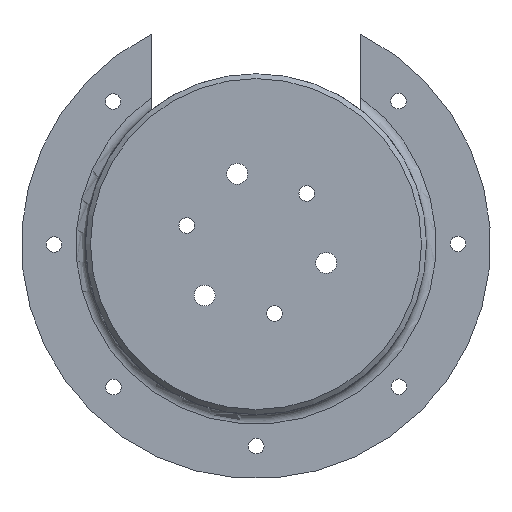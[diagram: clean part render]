
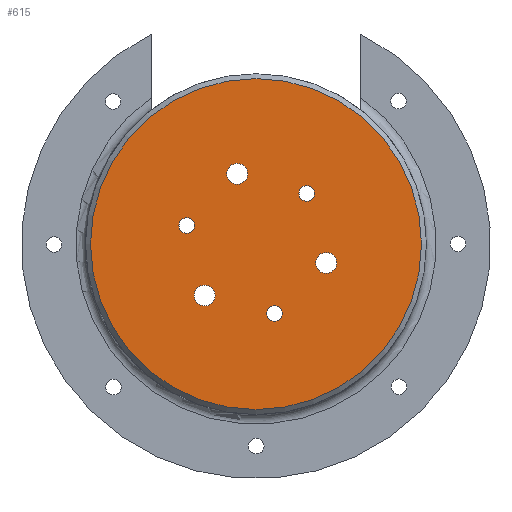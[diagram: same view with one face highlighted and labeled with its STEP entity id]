
A CAD part, left-side view. The second image highlights one B-rep face of the part: STEP entity #615.
In plain terms, the highlighted planar face has unit normal (-1, 0, 0).
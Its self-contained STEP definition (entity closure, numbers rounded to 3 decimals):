
#20=FACE_BOUND('',#106,.T.);
#21=FACE_BOUND('',#107,.T.);
#22=FACE_BOUND('',#108,.T.);
#23=FACE_BOUND('',#109,.T.);
#24=FACE_BOUND('',#110,.T.);
#25=FACE_BOUND('',#111,.T.);
#49=PLANE('',#687);
#75=FACE_OUTER_BOUND('',#105,.T.);
#105=EDGE_LOOP('',(#479));
#106=EDGE_LOOP('',(#480));
#107=EDGE_LOOP('',(#481));
#108=EDGE_LOOP('',(#482));
#109=EDGE_LOOP('',(#483));
#110=EDGE_LOOP('',(#484));
#111=EDGE_LOOP('',(#485));
#217=CIRCLE('',#649,2.15);
#219=CIRCLE('',#652,2.15);
#221=CIRCLE('',#655,2.15);
#226=CIRCLE('',#662,1.6);
#231=CIRCLE('',#669,1.6);
#236=CIRCLE('',#676,1.6);
#242=CIRCLE('',#686,34.);
#266=VERTEX_POINT('',#930);
#268=VERTEX_POINT('',#936);
#270=VERTEX_POINT('',#942);
#275=VERTEX_POINT('',#956);
#280=VERTEX_POINT('',#970);
#285=VERTEX_POINT('',#984);
#301=VERTEX_POINT('',#1036);
#326=EDGE_CURVE('',#266,#266,#217,.T.);
#329=EDGE_CURVE('',#268,#268,#219,.T.);
#332=EDGE_CURVE('',#270,#270,#221,.T.);
#339=EDGE_CURVE('',#275,#275,#226,.T.);
#346=EDGE_CURVE('',#280,#280,#231,.T.);
#353=EDGE_CURVE('',#285,#285,#236,.T.);
#372=EDGE_CURVE('',#301,#301,#242,.T.);
#479=ORIENTED_EDGE('',*,*,#372,.F.);
#480=ORIENTED_EDGE('',*,*,#326,.T.);
#481=ORIENTED_EDGE('',*,*,#329,.T.);
#482=ORIENTED_EDGE('',*,*,#332,.T.);
#483=ORIENTED_EDGE('',*,*,#339,.T.);
#484=ORIENTED_EDGE('',*,*,#346,.T.);
#485=ORIENTED_EDGE('',*,*,#353,.T.);
#615=ADVANCED_FACE('',(#75,#20,#21,#22,#23,#24,#25),#49,.T.);
#649=AXIS2_PLACEMENT_3D('',#932,#736,#737);
#652=AXIS2_PLACEMENT_3D('',#938,#743,#744);
#655=AXIS2_PLACEMENT_3D('',#944,#750,#751);
#662=AXIS2_PLACEMENT_3D('',#958,#766,#767);
#669=AXIS2_PLACEMENT_3D('',#972,#782,#783);
#676=AXIS2_PLACEMENT_3D('',#986,#798,#799);
#686=AXIS2_PLACEMENT_3D('',#1038,#828,#829);
#687=AXIS2_PLACEMENT_3D('',#1039,#830,#831);
#736=DIRECTION('center_axis',(1.,0.,0.));
#737=DIRECTION('ref_axis',(0.,0.,-1.));
#743=DIRECTION('center_axis',(1.,0.,0.));
#744=DIRECTION('ref_axis',(0.,0.,-1.));
#750=DIRECTION('center_axis',(1.,0.,0.));
#751=DIRECTION('ref_axis',(0.,0.,-1.));
#766=DIRECTION('center_axis',(1.,0.,0.));
#767=DIRECTION('ref_axis',(0.,1.,0.));
#782=DIRECTION('center_axis',(1.,0.,0.));
#783=DIRECTION('ref_axis',(0.,1.,0.));
#798=DIRECTION('center_axis',(1.,0.,0.));
#799=DIRECTION('ref_axis',(0.,1.,0.));
#828=DIRECTION('center_axis',(1.,0.,0.));
#829=DIRECTION('ref_axis',(0.,-1.,0.));
#830=DIRECTION('center_axis',(-1.,0.,0.));
#831=DIRECTION('ref_axis',(0.,0.,1.));
#930=CARTESIAN_POINT('',(49.987,10.568,-8.411));
#932=CARTESIAN_POINT('Origin',(49.987,10.568,-10.561));
#936=CARTESIAN_POINT('',(49.987,3.862,16.582));
#938=CARTESIAN_POINT('Origin',(49.987,3.862,14.432));
#942=CARTESIAN_POINT('',(49.987,-14.43,-1.721));
#944=CARTESIAN_POINT('Origin',(49.987,-14.43,-3.871));
#956=CARTESIAN_POINT('',(49.987,12.632,3.813));
#958=CARTESIAN_POINT('Origin',(49.987,14.232,3.813));
#970=CARTESIAN_POINT('',(49.987,-5.413,-14.232));
#972=CARTESIAN_POINT('Origin',(49.987,-3.813,-14.232));
#984=CARTESIAN_POINT('',(49.987,-12.019,10.419));
#986=CARTESIAN_POINT('Origin',(49.987,-10.419,10.419));
#1036=CARTESIAN_POINT('',(49.987,34.,0.));
#1038=CARTESIAN_POINT('Origin',(49.987,0.,
0.));
#1039=CARTESIAN_POINT('Origin',(49.987,35.,0.));
